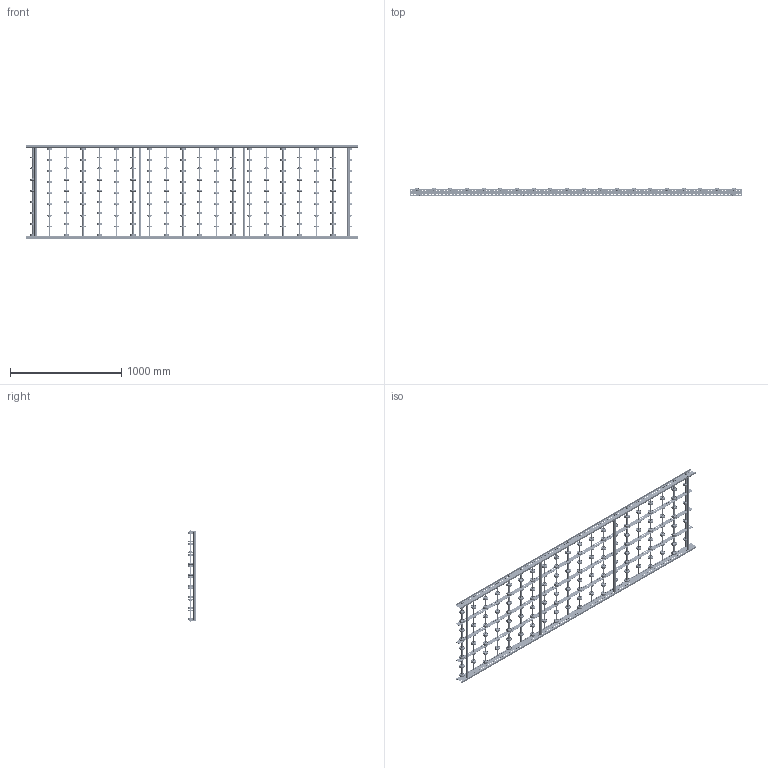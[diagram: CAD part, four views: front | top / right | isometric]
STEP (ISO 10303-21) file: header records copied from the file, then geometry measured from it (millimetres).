
FILE_DESCRIPTION (( 'STEP AP214' ), '1' );
FILE_NAME ('0052411.step', '2021-10-26T13:19:07', ( '' ), ( '' ), 'SwSTEP 2.0', 'SolidWorks 2020', '' );
FILE_SCHEMA (( 'AUTOMOTIVE_DESIGN' ));
Length unit declared in the file: millimetre
Products named in the file (10): Profil_LRB-20x70x20x2_KFG_S109080_U-PROFIL-20-70-20-2-LRB-L=2987,5; Hutmutter_DIN_1587_M8; 0052411; Traversen_KFG_L800; S106837_Gewindestange-M8-KFG_L820; S100994_Sperrzahnschraube_M08x16-8.8-A2K; Röllchenachse-für-Konfiguration_EL800; S100100_Längstraverse-42x2,5_S100104_L„ngstraverse-RB-L3000; 0046278_KB-ROHR-12X1,75mm_KFG_L75; 0011532_2300-48-8
Assembly tree (94 placements, depth 3):
  0052411
    Profil_LRB-20x70x20x2_KFG_S109080_U-PROFIL-20-70-20-2-LRB-L=2987,5  x2
    S100994_Sperrzahnschraube_M08x16-8.8-A2K  x8
    Traversen_KFG_L800  x4
    Röllchenachse-für-Konfiguration_EL800  x20
      S106837_Gewindestange-M8-KFG_L820
      0011532_2300-48-8
      0046278_KB-ROHR-12X1,75mm_KFG_L75
    S100100_Längstraverse-42x2,5_S100104_L„ngstraverse-RB-L3000  x3
    Hutmutter_DIN_1587_M8  x40
Bounding box: 2987.5 x 78.98 x 840 mm (x, y, z)
Volume: 6919057.6 mm3; surface area: 5285201.5 mm2
Topology: 405 solids, 405 shells, 16436 faces, 35854 edges, 21620 vertices
Faces by surface type: cylinder 6446, torus 5152, plane 2662, cone 2136, bspline 40
Entity records: 51352 total; most frequent: DIRECTION 9547, CARTESIAN_POINT 8576, ORIENTED_EDGE 8028, AXIS2_PLACEMENT_3D 4113, EDGE_CURVE 4014, VERTEX_POINT 2646, EDGE_LOOP 2616, CIRCLE 2613
